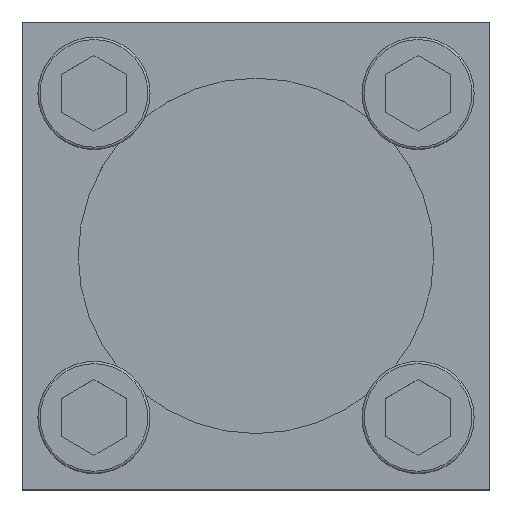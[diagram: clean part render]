
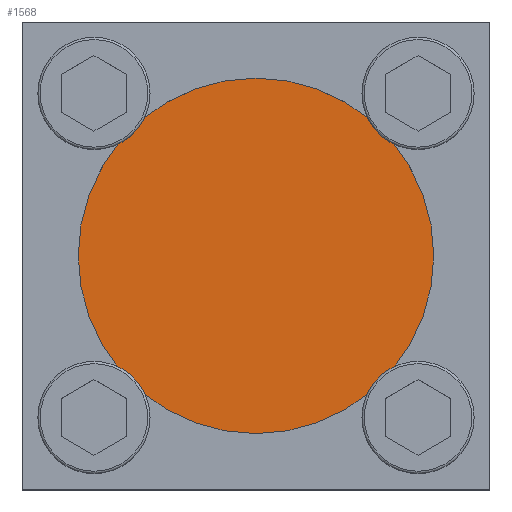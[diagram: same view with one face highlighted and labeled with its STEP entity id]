
A CAD part, top view. The second image highlights one B-rep face of the part: STEP entity #1568.
In plain terms, the highlighted planar face has unit normal (0, 0, 1).
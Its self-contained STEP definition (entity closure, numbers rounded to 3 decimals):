
#351=PLANE('',#1700);
#487=ORIENTED_EDGE('',*,*,#834,.F.);
#834=EDGE_CURVE('',#1035,#1035,#1184,.T.);
#1035=VERTEX_POINT('',#2320);
#1184=CIRCLE('',#1693,38.);
#1246=EDGE_LOOP('',(#487));
#1406=FACE_BOUND('',#1246,.T.);
#1568=ADVANCED_FACE('',(#1406),#351,.F.);
#1693=AXIS2_PLACEMENT_3D('',#2319,#1864,#1865);
#1700=AXIS2_PLACEMENT_3D('',#2395,#1914,#1915);
#1864=DIRECTION('',(0.,0.,-1.));
#1865=DIRECTION('',(-1.,0.,0.));
#1914=DIRECTION('',(0.,0.,-1.));
#1915=DIRECTION('',(-1.,0.,0.));
#2319=CARTESIAN_POINT('',(0.,0.,0.));
#2320=CARTESIAN_POINT('',(-38.,0.,0.));
#2395=CARTESIAN_POINT('',(0.,0.,0.));
